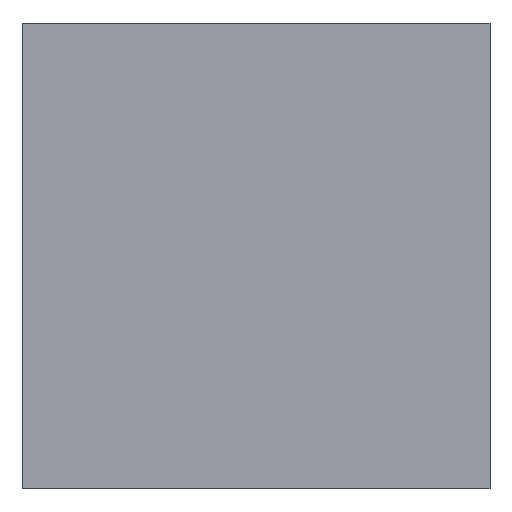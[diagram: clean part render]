
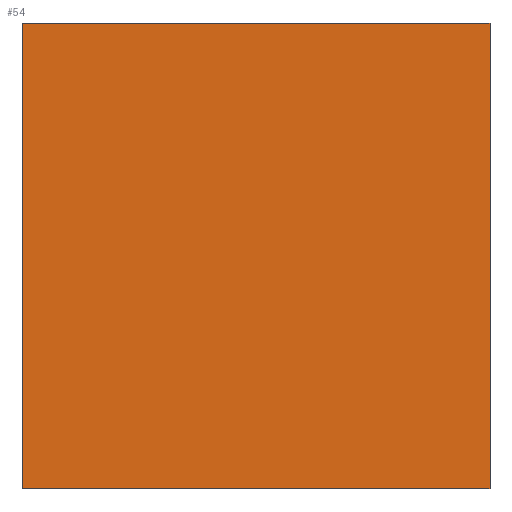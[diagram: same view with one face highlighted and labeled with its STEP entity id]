
A CAD part, front view. The second image highlights one B-rep face of the part: STEP entity #54.
In plain terms, the highlighted planar face has unit normal (0, -1, 0).
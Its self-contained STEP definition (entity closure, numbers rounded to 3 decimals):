
#41=FACE_OUTER_BOUND('',#122,.T.);
#54=ADVANCED_FACE('',(#41),#71,.F.);
#71=PLANE('',#369);
#122=EDGE_LOOP('',(#173,#174,#175,#176));
#173=ORIENTED_EDGE('',*,*,#275,.T.);
#174=ORIENTED_EDGE('',*,*,#285,.F.);
#175=ORIENTED_EDGE('',*,*,#257,.F.);
#176=ORIENTED_EDGE('',*,*,#283,.T.);
#227=VERTEX_POINT('',#481);
#228=VERTEX_POINT('',#483);
#243=VERTEX_POINT('',#514);
#245=VERTEX_POINT('',#518);
#257=EDGE_CURVE('',#227,#228,#299,.T.);
#275=EDGE_CURVE('',#243,#245,#311,.T.);
#283=EDGE_CURVE('',#227,#243,#314,.T.);
#285=EDGE_CURVE('',#228,#245,#316,.T.);
#299=LINE('',#482,#327);
#311=LINE('',#519,#339);
#314=LINE('',#535,#342);
#316=LINE('',#538,#344);
#327=VECTOR('',#389,1.);
#339=VECTOR('',#415,1.);
#342=VECTOR('',#430,1.);
#344=VECTOR('',#434,1.);
#369=AXIS2_PLACEMENT_3D('',#539,#435,#436);
#389=DIRECTION('',(1.,0.,0.));
#415=DIRECTION('',(1.,0.,0.));
#430=DIRECTION('',(0.,0.,-1.));
#434=DIRECTION('',(0.,0.,-1.));
#435=DIRECTION('',(0.,1.,0.));
#436=DIRECTION('',(-1.,0.,0.));
#481=CARTESIAN_POINT('',(0.,0.,10.95));
#482=CARTESIAN_POINT('',(0.,0.,10.95));
#483=CARTESIAN_POINT('',(11.,0.,10.95));
#514=CARTESIAN_POINT('',(0.,0.,0.));
#518=CARTESIAN_POINT('',(11.,0.,0.));
#519=CARTESIAN_POINT('',(0.,0.,0.));
#535=CARTESIAN_POINT('',(0.,0.,10.95));
#538=CARTESIAN_POINT('',(11.,0.,10.95));
#539=CARTESIAN_POINT('',(0.,0.,10.95));
